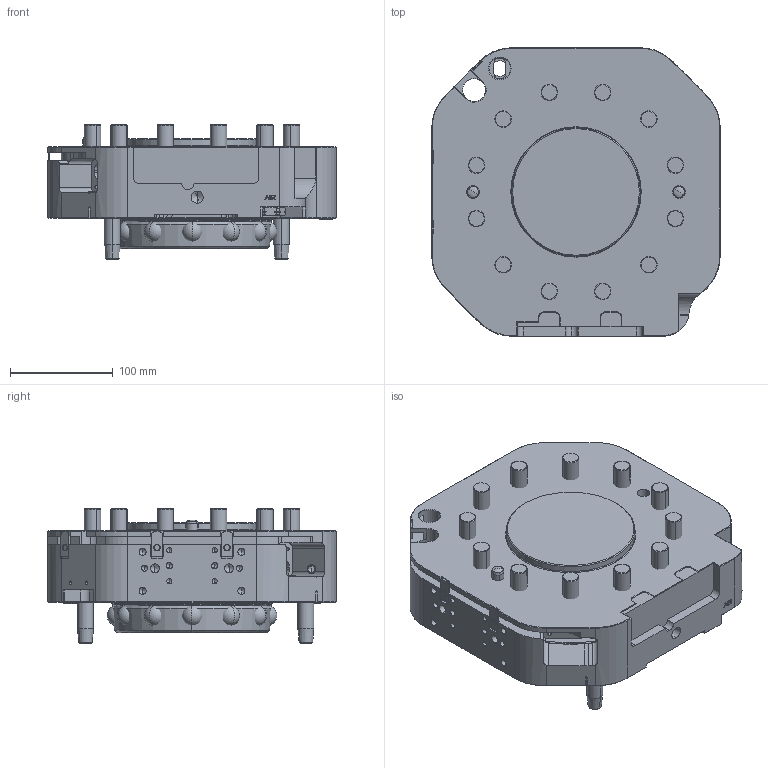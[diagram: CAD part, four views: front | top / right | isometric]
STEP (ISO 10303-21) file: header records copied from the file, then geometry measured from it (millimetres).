
FILE_DESCRIPTION (( 'STEP AP214' ), '1' );
FILE_NAME ('P6958.STEP', '2023-06-02T10:20:44', ( '' ), ( '' ), 'SwSTEP 2.0', 'SolidWorks 2021', '' );
FILE_SCHEMA (( 'AUTOMOTIVE_DESIGN' ));
Length unit declared in the file: millimetre
Products named in the file (1): P6958
Bounding box: 280 x 280 x 130.9 mm (x, y, z)
Volume: 5476073.2 mm3; surface area: 598069.8 mm2
Topology: 53 solids, 54 shells, 1712 faces, 4194 edges, 2594 vertices
Faces by surface type: plane 649, cylinder 479, cone 355, bspline 108, torus 93, sphere 28
Entity records: 74671 total; most frequent: CARTESIAN_POINT 15742, DIRECTION 8261, ORIENTED_EDGE 8028, EDGE_CURVE 4014, AXIS2_PLACEMENT_3D 3022, VERTEX_POINT 2558, VECTOR 2217, LINE 2217
